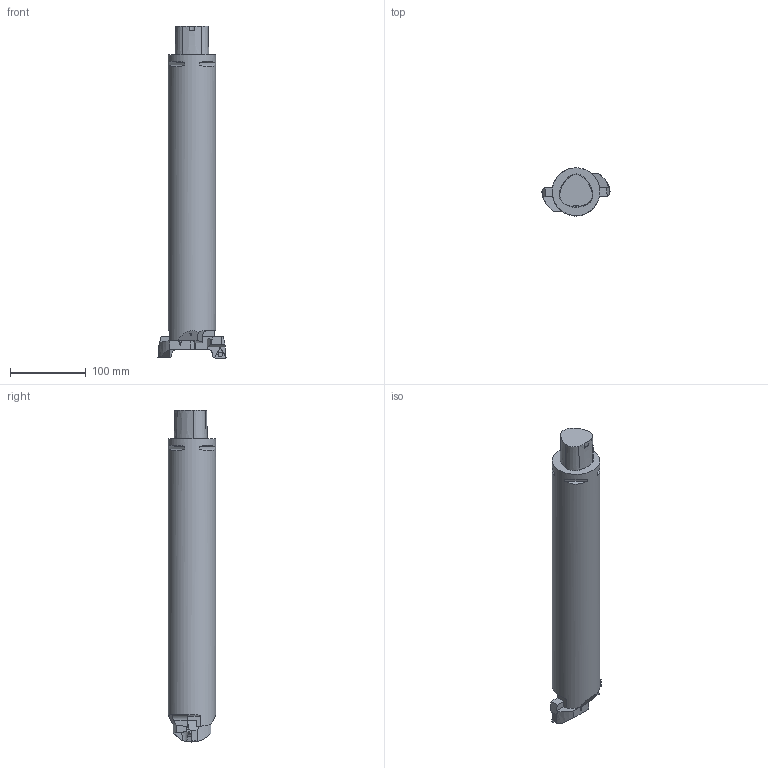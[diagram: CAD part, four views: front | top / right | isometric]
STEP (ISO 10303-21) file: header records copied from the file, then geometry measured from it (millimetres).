
FILE_DESCRIPTION(/* description */ (''),/* implementation_level */ '2;1');
FILE_NAME(/* name */ '1548247093924.stp',/* time_stamp */ '2019-01-23T13:38:31+01:00',/* author */ (''),/* organization */ ('SMS'),/* preprocessor_version */ 'ST-DEVELOPER v15',/* originating_system */ 'SIEMENS PLM Software NX 8.5',/* authorisation */ '');
FILE_SCHEMA (('AUTOMOTIVE_DESIGN { 1 0 10303 214 3 1 1 1 }'));
Length unit declared in the file: millimetre
Products named in the file (10): ASSEMBLY_CONSTRUCTION; 202024927mod000_00; IsoTurningInsert; 202024812mod000_00; 201109150mod000_00; 202024968mod000_00; 202024951mod000_00; 202025023mod000_00
Assembly tree (10 placements, depth 3):
  202025023mod000_00
    202024951mod000_00
      202024812mod000_00
      IsoTurningInsert
      ASSEMBLY_CONSTRUCTION
    202024968mod000_00
      202024927mod000_00
      IsoTurningInsert
      ASSEMBLY_CONSTRUCTION
    201109150mod000_00
    ASSEMBLY_CONSTRUCTION
Bounding box: 89.97 x 62.98 x 438 mm (x, y, z)
Volume: 1247901.3 mm3; surface area: 97730.9 mm2
Topology: 5 solids, 5 shells, 205 faces, 532 edges, 372 vertices
Faces by surface type: plane 141, cylinder 24, extrusion 16, cone 16, torus 8
Full cylindrical faces by diameter (mm): 4.4 x4, 63 x1
Entity records: 6760 total; most frequent: CARTESIAN_POINT 1768, ORIENTED_EDGE 962, DIRECTION 916, EDGE_CURVE 481, VERTEX_POINT 326, VECTOR 314, AXIS2_PLACEMENT_3D 301, LINE 298
